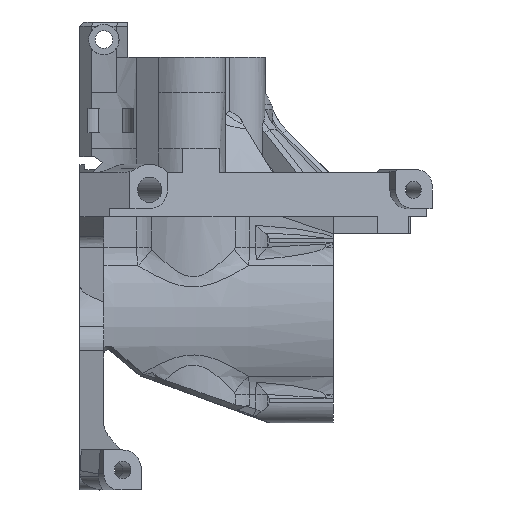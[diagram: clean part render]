
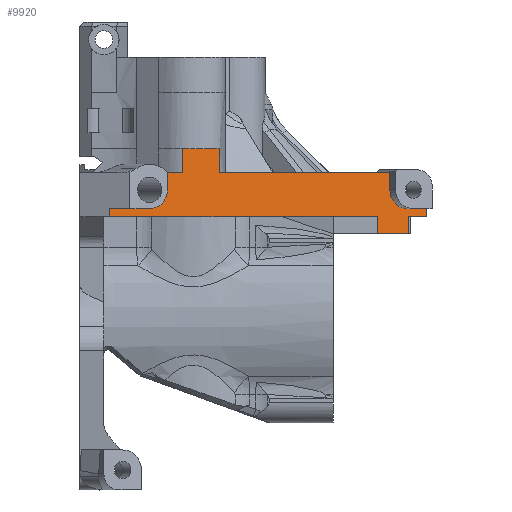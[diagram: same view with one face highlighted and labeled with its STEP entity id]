
A CAD part, left-side view. The second image highlights one B-rep face of the part: STEP entity #9920.
In plain terms, the highlighted planar face has unit normal (-0.94, -0.342, 0).
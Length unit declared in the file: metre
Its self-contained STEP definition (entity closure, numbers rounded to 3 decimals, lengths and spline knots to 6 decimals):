
#647=CIRCLE('',#10534,0.00235);
#719=CIRCLE('',#10737,0.00405);
#721=CIRCLE('',#10742,0.00235);
#723=CIRCLE('',#10746,0.0032);
#1381=FACE_OUTER_BOUND('',#1967,.T.);
#1967=EDGE_LOOP('',(#8946,#8947,#8948,#8949,#8950,#8951,#8952,#8953,#8954,
#8955,#8956,#8957,#8958,#8959,#8960,#8961,#8962,#8963,#8964,#8965,#8966));
#2363=LINE('',#22770,#2967);
#2364=LINE('',#22774,#2968);
#2365=LINE('',#22792,#2969);
#2374=LINE('',#22808,#2978);
#2376=LINE('',#22812,#2980);
#2380=LINE('',#22821,#2984);
#2382=LINE('',#22828,#2986);
#2409=LINE('',#22939,#3013);
#2415=LINE('',#22952,#3019);
#2418=LINE('',#22958,#3022);
#2547=LINE('',#23664,#3151);
#2551=LINE('',#23767,#3155);
#2554=LINE('',#23781,#3158);
#2559=LINE('',#23795,#3163);
#2562=LINE('',#23802,#3166);
#2563=LINE('',#23803,#3167);
#2564=LINE('',#23804,#3168);
#2967=VECTOR('',#12291,1.);
#2968=VECTOR('',#12294,1.);
#2969=VECTOR('',#12297,1.);
#2978=VECTOR('',#12308,1.);
#2980=VECTOR('',#12312,1.);
#2984=VECTOR('',#12322,1.);
#2986=VECTOR('',#12328,1.);
#3013=VECTOR('',#12437,1.);
#3019=VECTOR('',#12451,1.);
#3022=VECTOR('',#12456,1.);
#3151=VECTOR('',#12885,1.);
#3155=VECTOR('',#12891,1.);
#3158=VECTOR('',#12906,1.);
#3163=VECTOR('',#12919,1.);
#3166=VECTOR('',#12926,1.);
#3167=VECTOR('',#12927,1.);
#3168=VECTOR('',#12928,1.);
#4451=VERTEX_POINT('',#22761);
#4453=VERTEX_POINT('',#22768);
#4454=VERTEX_POINT('',#22772);
#4455=VERTEX_POINT('',#22773);
#4456=VERTEX_POINT('',#22786);
#4457=VERTEX_POINT('',#22791);
#4463=VERTEX_POINT('',#22807);
#4464=VERTEX_POINT('',#22811);
#4465=VERTEX_POINT('',#22815);
#4466=VERTEX_POINT('',#22819);
#4468=VERTEX_POINT('',#22825);
#4469=VERTEX_POINT('',#22827);
#4502=VERTEX_POINT('',#22938);
#4505=VERTEX_POINT('',#22950);
#4507=VERTEX_POINT('',#22955);
#4632=VERTEX_POINT('',#23771);
#4634=VERTEX_POINT('',#23779);
#4635=VERTEX_POINT('',#23780);
#4638=VERTEX_POINT('',#23788);
#4640=VERTEX_POINT('',#23794);
#4642=VERTEX_POINT('',#23801);
#5805=EDGE_CURVE('',#4451,#4453,#2363,.T.);
#5806=EDGE_CURVE('',#4454,#4455,#2364,.T.);
#5809=EDGE_CURVE('',#4457,#4456,#2365,.T.);
#5818=EDGE_CURVE('',#4457,#4463,#2374,.T.);
#5820=EDGE_CURVE('',#4464,#4463,#2376,.T.);
#5822=EDGE_CURVE('',#4464,#4465,#647,.T.);
#5825=EDGE_CURVE('',#4465,#4466,#2380,.T.);
#5828=EDGE_CURVE('',#4468,#4469,#2382,.T.);
#5880=EDGE_CURVE('',#4469,#4502,#2409,.T.);
#5887=EDGE_CURVE('',#4505,#4468,#2415,.T.);
#5890=EDGE_CURVE('',#4466,#4507,#2418,.T.);
#6109=EDGE_CURVE('',#4455,#4451,#2547,.T.);
#6117=EDGE_CURVE('',#4454,#4456,#2551,.T.);
#6120=EDGE_CURVE('',#4632,#4453,#719,.T.);
#6123=EDGE_CURVE('',#4634,#4635,#2554,.T.);
#6128=EDGE_CURVE('',#4638,#4635,#721,.T.);
#6130=EDGE_CURVE('',#4640,#4638,#2559,.T.);
#6133=EDGE_CURVE('',#4634,#4632,#723,.T.);
#6134=EDGE_CURVE('',#4642,#4640,#2562,.T.);
#6135=EDGE_CURVE('',#4642,#4502,#2563,.T.);
#6136=EDGE_CURVE('',#4505,#4507,#2564,.T.);
#8946=ORIENTED_EDGE('',*,*,#6133,.F.);
#8947=ORIENTED_EDGE('',*,*,#6123,.T.);
#8948=ORIENTED_EDGE('',*,*,#6128,.F.);
#8949=ORIENTED_EDGE('',*,*,#6130,.F.);
#8950=ORIENTED_EDGE('',*,*,#6134,.F.);
#8951=ORIENTED_EDGE('',*,*,#6135,.T.);
#8952=ORIENTED_EDGE('',*,*,#5880,.F.);
#8953=ORIENTED_EDGE('',*,*,#5828,.F.);
#8954=ORIENTED_EDGE('',*,*,#5887,.F.);
#8955=ORIENTED_EDGE('',*,*,#6136,.T.);
#8956=ORIENTED_EDGE('',*,*,#5890,.F.);
#8957=ORIENTED_EDGE('',*,*,#5825,.F.);
#8958=ORIENTED_EDGE('',*,*,#5822,.F.);
#8959=ORIENTED_EDGE('',*,*,#5820,.T.);
#8960=ORIENTED_EDGE('',*,*,#5818,.F.);
#8961=ORIENTED_EDGE('',*,*,#5809,.T.);
#8962=ORIENTED_EDGE('',*,*,#6117,.F.);
#8963=ORIENTED_EDGE('',*,*,#5806,.T.);
#8964=ORIENTED_EDGE('',*,*,#6109,.T.);
#8965=ORIENTED_EDGE('',*,*,#5805,.T.);
#8966=ORIENTED_EDGE('',*,*,#6120,.F.);
#9381=PLANE('',#10745);
#9920=ADVANCED_FACE('',(#1381),#9381,.T.);
#10534=AXIS2_PLACEMENT_3D('',#22816,#12316,#12317);
#10737=AXIS2_PLACEMENT_3D('',#23773,#12897,#12898);
#10742=AXIS2_PLACEMENT_3D('',#23791,#12913,#12914);
#10745=AXIS2_PLACEMENT_3D('',#23799,#12922,#12923);
#10746=AXIS2_PLACEMENT_3D('',#23800,#12924,#12925);
#12291=DIRECTION('',(-0.342,0.94,0.));
#12294=DIRECTION('',(-0.342,0.94,0.));
#12297=DIRECTION('',(-0.342,0.94,0.));
#12308=DIRECTION('',(0.242,-0.664,0.707));
#12312=DIRECTION('',(0.,0.,1.));
#12316=DIRECTION('center_axis',(-0.94,-0.342,0.));
#12317=DIRECTION('ref_axis',(0.342,-0.94,0.));
#12322=DIRECTION('',(0.342,-0.94,0.));
#12328=DIRECTION('',(-0.342,0.94,0.));
#12437=DIRECTION('',(0.,0.,1.));
#12451=DIRECTION('',(0.,0.,-1.));
#12456=DIRECTION('',(0.,0.,-1.));
#12885=DIRECTION('',(0.,0.,-1.));
#12891=DIRECTION('',(0.,0.,-1.));
#12897=DIRECTION('center_axis',(-0.94,-0.342,0.));
#12898=DIRECTION('ref_axis',(0.342,-0.94,0.));
#12906=DIRECTION('',(0.,0.,-1.));
#12913=DIRECTION('center_axis',(-0.94,-0.342,0.));
#12914=DIRECTION('ref_axis',(0.342,-0.94,0.));
#12919=DIRECTION('',(0.342,-0.94,0.));
#12922=DIRECTION('center_axis',(-0.94,-0.342,0.));
#12923=DIRECTION('ref_axis',(0.342,-0.94,0.));
#12924=DIRECTION('center_axis',(-0.94,-0.342,0.));
#12925=DIRECTION('ref_axis',(0.342,-0.94,0.));
#12926=DIRECTION('',(0.,0.,1.));
#12927=DIRECTION('',(0.342,-0.94,0.));
#12928=DIRECTION('',(0.342,-0.94,0.));
#22761=CARTESIAN_POINT('',(-0.026128,0.001367,0.0315));
#22768=CARTESIAN_POINT('',(-0.026551,0.002529,0.0315));
#22770=CARTESIAN_POINT('',(-0.021865,-0.010346,0.0315));
#22772=CARTESIAN_POINT('',(-0.024421,-0.003322,0.0345));
#22773=CARTESIAN_POINT('',(-0.026128,0.001367,0.0345));
#22774=CARTESIAN_POINT('',(-0.021865,-0.010346,0.0345));
#22786=CARTESIAN_POINT('',(-0.024421,-0.003322,0.0315));
#22791=CARTESIAN_POINT('',(-0.016726,-0.024465,0.0315));
#22792=CARTESIAN_POINT('',(-0.021865,-0.010346,0.0315));
#22807=CARTESIAN_POINT('',(-0.016683,-0.024583,0.031625));
#22808=CARTESIAN_POINT('',(-0.022652,-0.008185,0.014175));
#22811=CARTESIAN_POINT('',(-0.016683,-0.024583,0.029375));
#22812=CARTESIAN_POINT('',(-0.016683,-0.024583,0.031875));
#22815=CARTESIAN_POINT('',(-0.01588,-0.026791,0.027025));
#22816=CARTESIAN_POINT('Origin',(-0.01588,-0.026791,0.029375));
#22819=CARTESIAN_POINT('',(-0.015025,-0.02914,0.027025));
#22821=CARTESIAN_POINT('',(-0.008428,-0.047265,0.027025));
#22825=CARTESIAN_POINT('',(-0.015832,-0.026922,0.023875));
#22827=CARTESIAN_POINT('',(-0.01725,-0.023026,0.023875));
#22828=CARTESIAN_POINT('',(-0.01778,-0.02157,0.023875));
#22938=CARTESIAN_POINT('',(-0.01725,-0.023026,0.026));
#22939=CARTESIAN_POINT('',(-0.01725,-0.023026,0.023875));
#22950=CARTESIAN_POINT('',(-0.015832,-0.026922,0.026));
#22952=CARTESIAN_POINT('',(-0.015832,-0.026922,0.027025));
#22955=CARTESIAN_POINT('',(-0.015025,-0.02914,0.026));
#22958=CARTESIAN_POINT('',(-0.015025,-0.02914,0.031875));
#23664=CARTESIAN_POINT('',(-0.026128,0.001367,0.0345));
#23767=CARTESIAN_POINT('',(-0.024421,-0.003322,0.0345));
#23771=CARTESIAN_POINT('',(-0.027277,0.004523,0.032101));
#23773=CARTESIAN_POINT('Origin',(-0.026551,0.002529,
0.03555));
#23779=CARTESIAN_POINT('',(-0.027047,0.00389,0.031547));
#23780=CARTESIAN_POINT('',(-0.027047,0.00389,0.029375));
#23781=CARTESIAN_POINT('',(-0.027047,0.00389,0.031875));
#23788=CARTESIAN_POINT('',(-0.02785,0.006098,0.027025));
#23791=CARTESIAN_POINT('Origin',(-0.02785,0.006098,
0.029375));
#23794=CARTESIAN_POINT('',(-0.029424,0.010421,0.027025));
#23795=CARTESIAN_POINT('',(-0.008428,-0.047265,0.027025));
#23799=CARTESIAN_POINT('Origin',(-0.021865,-0.010346,
0.011875));
#23800=CARTESIAN_POINT('Origin',(-0.02785,0.006098,
0.029375));
#23801=CARTESIAN_POINT('',(-0.029424,0.010421,0.026));
#23802=CARTESIAN_POINT('',(-0.029424,0.010421,0.028375));
#23803=CARTESIAN_POINT('',(-0.020155,-0.015045,0.026));
#23804=CARTESIAN_POINT('',(-0.020155,-0.015045,0.026));
